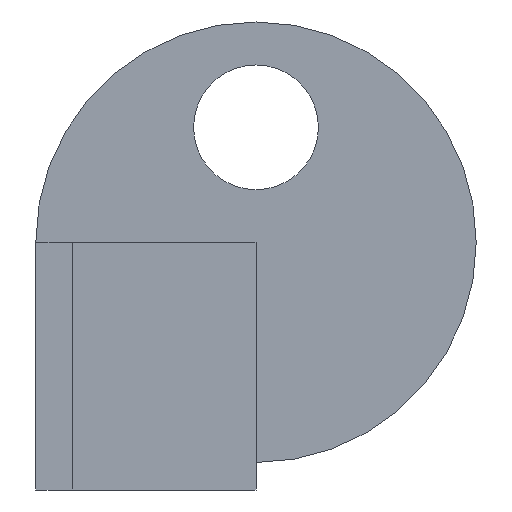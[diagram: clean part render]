
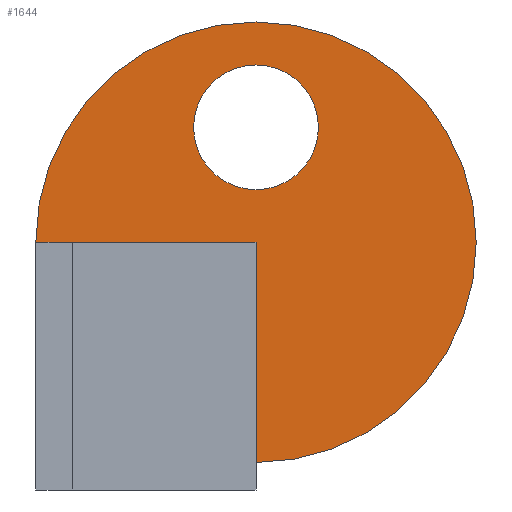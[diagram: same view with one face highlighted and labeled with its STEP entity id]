
A CAD part, left-side view. The second image highlights one B-rep face of the part: STEP entity #1644.
In plain terms, the highlighted planar face has unit normal (-1, 0, 0).
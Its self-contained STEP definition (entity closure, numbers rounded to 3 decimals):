
#405 = CYLINDRICAL_SURFACE('',#406,12.);
#406 = AXIS2_PLACEMENT_3D('',#407,#408,#409);
#407 = CARTESIAN_POINT('',(-27.15,-10.,6.75));
#408 = DIRECTION('',(1.,0.,0.));
#409 = DIRECTION('',(0.,1.,0.));
#841 = VERTEX_POINT('',#842);
#842 = CARTESIAN_POINT('',(-29.15,-10.,-5.25));
#856 = PLANE('',#857);
#857 = AXIS2_PLACEMENT_3D('',#858,#859,#860);
#858 = CARTESIAN_POINT('',(-29.15,0.,6.75));
#859 = DIRECTION('',(1.,0.,0.));
#860 = DIRECTION('',(0.,0.,-1.));
#1001 = VERTEX_POINT('',#1002);
#1002 = CARTESIAN_POINT('',(-29.15,2.,6.75));
#1023 = EDGE_CURVE('',#1001,#841,#1024,.T.);
#1024 = SURFACE_CURVE('',#1025,(#1030,#1037),.PCURVE_S1.);
#1025 = CIRCLE('',#1026,12.);
#1026 = AXIS2_PLACEMENT_3D('',#1027,#1028,#1029);
#1027 = CARTESIAN_POINT('',(-29.15,-10.,6.75));
#1028 = DIRECTION('',(1.,0.,0.));
#1029 = DIRECTION('',(0.,1.,0.));
#1030 = PCURVE('',#405,#1031);
#1031 = DEFINITIONAL_REPRESENTATION('',(#1032),#1036);
#1032 = LINE('',#1033,#1034);
#1033 = CARTESIAN_POINT('',(0.,-2.));
#1034 = VECTOR('',#1035,1.);
#1035 = DIRECTION('',(1.,0.));
#1036 = ( GEOMETRIC_REPRESENTATION_CONTEXT(2) 
PARAMETRIC_REPRESENTATION_CONTEXT() REPRESENTATION_CONTEXT('2D SPACE',''
  ) );
#1037 = PCURVE('',#1038,#1043);
#1038 = PLANE('',#1039);
#1039 = AXIS2_PLACEMENT_3D('',#1040,#1041,#1042);
#1040 = CARTESIAN_POINT('',(-29.15,-10.398,7.148));
#1041 = DIRECTION('',(1.,0.,0.));
#1042 = DIRECTION('',(0.,1.,0.));
#1043 = DEFINITIONAL_REPRESENTATION('',(#1044),#1048);
#1044 = CIRCLE('',#1045,12.);
#1045 = AXIS2_PLACEMENT_2D('',#1046,#1047);
#1046 = CARTESIAN_POINT('',(0.398,-0.398));
#1047 = DIRECTION('',(1.,0.));
#1048 = ( GEOMETRIC_REPRESENTATION_CONTEXT(2) 
PARAMETRIC_REPRESENTATION_CONTEXT() REPRESENTATION_CONTEXT('2D SPACE',''
  ) );
#1213 = EDGE_CURVE('',#1214,#1216,#1218,.T.);
#1214 = VERTEX_POINT('',#1215);
#1215 = CARTESIAN_POINT('',(-29.15,0.,6.75));
#1216 = VERTEX_POINT('',#1217);
#1217 = CARTESIAN_POINT('',(-29.15,-10.,6.75));
#1218 = SURFACE_CURVE('',#1219,(#1223,#1230),.PCURVE_S1.);
#1219 = LINE('',#1220,#1221);
#1220 = CARTESIAN_POINT('',(-29.15,0.,6.75));
#1221 = VECTOR('',#1222,1.);
#1222 = DIRECTION('',(0.,-1.,0.));
#1223 = PCURVE('',#856,#1224);
#1224 = DEFINITIONAL_REPRESENTATION('',(#1225),#1229);
#1225 = LINE('',#1226,#1227);
#1226 = CARTESIAN_POINT('',(0.,0.));
#1227 = VECTOR('',#1228,1.);
#1228 = DIRECTION('',(0.,-1.));
#1229 = ( GEOMETRIC_REPRESENTATION_CONTEXT(2) 
PARAMETRIC_REPRESENTATION_CONTEXT() REPRESENTATION_CONTEXT('2D SPACE',''
  ) );
#1230 = PCURVE('',#1038,#1231);
#1231 = DEFINITIONAL_REPRESENTATION('',(#1232),#1236);
#1232 = LINE('',#1233,#1234);
#1233 = CARTESIAN_POINT('',(10.398,-0.398));
#1234 = VECTOR('',#1235,1.);
#1235 = DIRECTION('',(-1.,0.));
#1236 = ( GEOMETRIC_REPRESENTATION_CONTEXT(2) 
PARAMETRIC_REPRESENTATION_CONTEXT() REPRESENTATION_CONTEXT('2D SPACE',''
  ) );
#1238 = EDGE_CURVE('',#1216,#841,#1239,.T.);
#1239 = SURFACE_CURVE('',#1240,(#1244,#1251),.PCURVE_S1.);
#1240 = LINE('',#1241,#1242);
#1241 = CARTESIAN_POINT('',(-29.15,-10.,6.75));
#1242 = VECTOR('',#1243,1.);
#1243 = DIRECTION('',(0.,0.,-1.));
#1244 = PCURVE('',#856,#1245);
#1245 = DEFINITIONAL_REPRESENTATION('',(#1246),#1250);
#1246 = LINE('',#1247,#1248);
#1247 = CARTESIAN_POINT('',(0.,-10.));
#1248 = VECTOR('',#1249,1.);
#1249 = DIRECTION('',(1.,0.));
#1250 = ( GEOMETRIC_REPRESENTATION_CONTEXT(2) 
PARAMETRIC_REPRESENTATION_CONTEXT() REPRESENTATION_CONTEXT('2D SPACE',''
  ) );
#1251 = PCURVE('',#1038,#1252);
#1252 = DEFINITIONAL_REPRESENTATION('',(#1253),#1257);
#1253 = LINE('',#1254,#1255);
#1254 = CARTESIAN_POINT('',(0.398,-0.398));
#1255 = VECTOR('',#1256,1.);
#1256 = DIRECTION('',(0.,-1.));
#1257 = ( GEOMETRIC_REPRESENTATION_CONTEXT(2) 
PARAMETRIC_REPRESENTATION_CONTEXT() REPRESENTATION_CONTEXT('2D SPACE',''
  ) );
#1297 = PLANE('',#1298);
#1298 = AXIS2_PLACEMENT_3D('',#1299,#1300,#1301);
#1299 = CARTESIAN_POINT('',(-29.15,0.,6.75));
#1300 = DIRECTION('',(-1.,0.,0.));
#1301 = DIRECTION('',(0.,0.,-1.));
#1644 = ADVANCED_FACE('',(#1645,#1671),#1038,.F.);
#1645 = FACE_BOUND('',#1646,.F.);
#1646 = EDGE_LOOP('',(#1647,#1648,#1649,#1650));
#1647 = ORIENTED_EDGE('',*,*,#1023,.T.);
#1648 = ORIENTED_EDGE('',*,*,#1238,.F.);
#1649 = ORIENTED_EDGE('',*,*,#1213,.F.);
#1650 = ORIENTED_EDGE('',*,*,#1651,.T.);
#1651 = EDGE_CURVE('',#1214,#1001,#1652,.T.);
#1652 = SURFACE_CURVE('',#1653,(#1657,#1664),.PCURVE_S1.);
#1653 = LINE('',#1654,#1655);
#1654 = CARTESIAN_POINT('',(-29.15,0.,6.75));
#1655 = VECTOR('',#1656,1.);
#1656 = DIRECTION('',(0.,1.,0.));
#1657 = PCURVE('',#1038,#1658);
#1658 = DEFINITIONAL_REPRESENTATION('',(#1659),#1663);
#1659 = LINE('',#1660,#1661);
#1660 = CARTESIAN_POINT('',(10.398,-0.398));
#1661 = VECTOR('',#1662,1.);
#1662 = DIRECTION('',(1.,0.));
#1663 = ( GEOMETRIC_REPRESENTATION_CONTEXT(2) 
PARAMETRIC_REPRESENTATION_CONTEXT() REPRESENTATION_CONTEXT('2D SPACE',''
  ) );
#1664 = PCURVE('',#1297,#1665);
#1665 = DEFINITIONAL_REPRESENTATION('',(#1666),#1670);
#1666 = LINE('',#1667,#1668);
#1667 = CARTESIAN_POINT('',(0.,0.));
#1668 = VECTOR('',#1669,1.);
#1669 = DIRECTION('',(0.,-1.));
#1670 = ( GEOMETRIC_REPRESENTATION_CONTEXT(2) 
PARAMETRIC_REPRESENTATION_CONTEXT() REPRESENTATION_CONTEXT('2D SPACE',''
  ) );
#1671 = FACE_BOUND('',#1672,.F.);
#1672 = EDGE_LOOP('',(#1673));
#1673 = ORIENTED_EDGE('',*,*,#1674,.F.);
#1674 = EDGE_CURVE('',#1675,#1675,#1677,.T.);
#1675 = VERTEX_POINT('',#1676);
#1676 = CARTESIAN_POINT('',(-29.15,-10.,9.61));
#1677 = SURFACE_CURVE('',#1678,(#1683,#1690),.PCURVE_S1.);
#1678 = CIRCLE('',#1679,3.4);
#1679 = AXIS2_PLACEMENT_3D('',#1680,#1681,#1682);
#1680 = CARTESIAN_POINT('',(-29.15,-10.,13.01));
#1681 = DIRECTION('',(1.,0.,0.));
#1682 = DIRECTION('',(0.,0.,-1.));
#1683 = PCURVE('',#1038,#1684);
#1684 = DEFINITIONAL_REPRESENTATION('',(#1685),#1689);
#1685 = CIRCLE('',#1686,3.4);
#1686 = AXIS2_PLACEMENT_2D('',#1687,#1688);
#1687 = CARTESIAN_POINT('',(0.398,5.862));
#1688 = DIRECTION('',(0.,-1.));
#1689 = ( GEOMETRIC_REPRESENTATION_CONTEXT(2) 
PARAMETRIC_REPRESENTATION_CONTEXT() REPRESENTATION_CONTEXT('2D SPACE',''
  ) );
#1690 = PCURVE('',#1691,#1696);
#1691 = CYLINDRICAL_SURFACE('',#1692,3.4);
#1692 = AXIS2_PLACEMENT_3D('',#1693,#1694,#1695);
#1693 = CARTESIAN_POINT('',(-28.35,-10.,13.01));
#1694 = DIRECTION('',(-1.,0.,0.));
#1695 = DIRECTION('',(0.,0.,-1.));
#1696 = DEFINITIONAL_REPRESENTATION('',(#1697),#1701);
#1697 = LINE('',#1698,#1699);
#1698 = CARTESIAN_POINT('',(-0.,0.8));
#1699 = VECTOR('',#1700,1.);
#1700 = DIRECTION('',(-1.,0.));
#1701 = ( GEOMETRIC_REPRESENTATION_CONTEXT(2) 
PARAMETRIC_REPRESENTATION_CONTEXT() REPRESENTATION_CONTEXT('2D SPACE',''
  ) );
